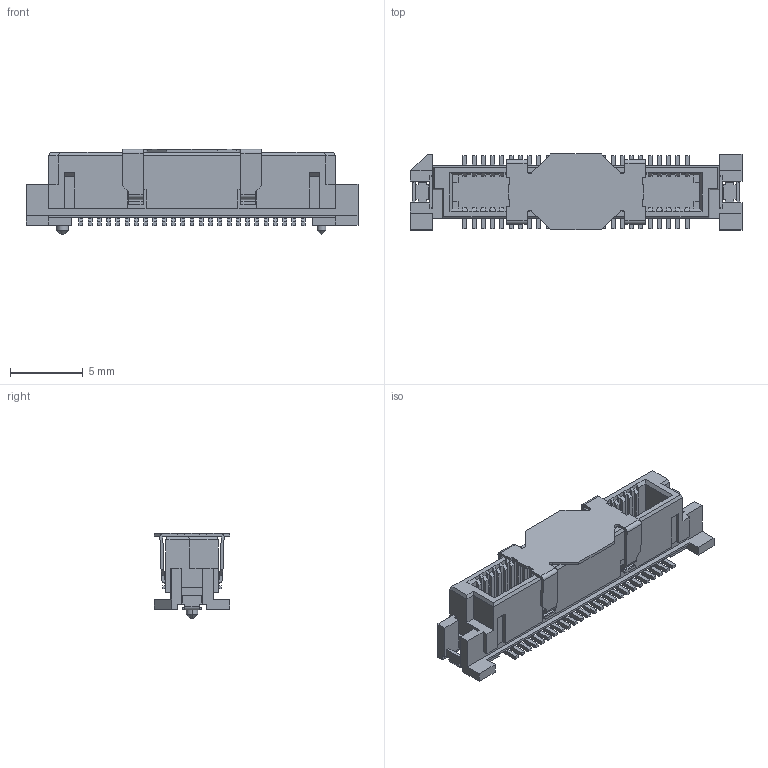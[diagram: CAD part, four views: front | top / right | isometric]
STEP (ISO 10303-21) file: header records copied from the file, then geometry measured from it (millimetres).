
FILE_DESCRIPTION(('FreeCAD Model'),'2;1');
FILE_NAME('Molex_SlimStack_55091-0574_2x25_P0.64mm_Vertical.step', '2019-10-24T14:25:16',('kicad StepUp'),('ksu MCAD'), 'Open CASCADE STEP processor 7.3','FreeCAD','Unknown');
FILE_SCHEMA(('AUTOMOTIVE_DESIGN { 1 0 10303 214 1 1 1 1 }'));
Length unit declared in the file: millimetre
Products named in the file (1): Molex_SlimStack_55091-0574_2x25_P0.64mm_Vertical
Bounding box: 22.75 x 5.2 x 5.85 mm (x, y, z)
Volume: 216 mm3; surface area: 904.8 mm2
Topology: 1 solids, 1 shells, 1512 faces, 4255 edges, 2785 vertices
Faces by surface type: plane 1268, cylinder 240, cone 4
Entity records: 58631 total; most frequent: CARTESIAN_POINT 8551, ORIENTED_EDGE 8506, DIRECTION 7765, EDGE_CURVE 4253, LINE 3767, VECTOR 3767, VERTEX_POINT 2785, AXIS2_PLACEMENT_3D 1999
